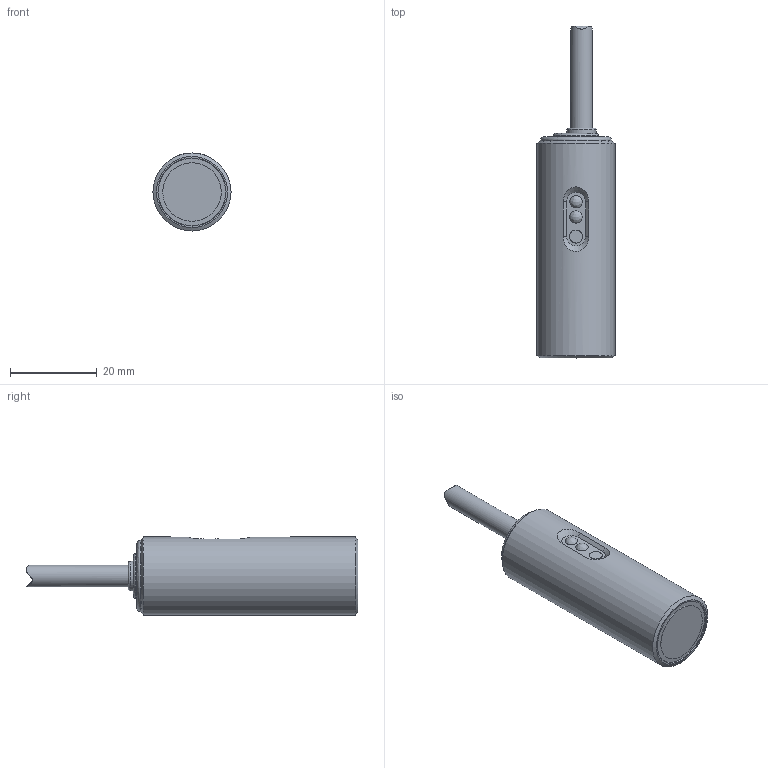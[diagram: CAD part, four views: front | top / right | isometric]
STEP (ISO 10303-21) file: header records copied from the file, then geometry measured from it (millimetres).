
FILE_DESCRIPTION (( 'STEP AP214' ), '1' );
FILE_NAME ('C18E-00-1A.STEP', '2018-04-18T14:54:48', ( '' ), ( '' ), 'SwSTEP 2.0', 'SolidWorks 2017', '' );
FILE_SCHEMA (( 'AUTOMOTIVE_DESIGN' ));
Length unit declared in the file: inch
Products named in the file (1): C18E-00-1A
Bounding box: 18 x 76.6 x 18 mm (x, y, z)
Volume: 17015.6 mm3; surface area: 5356.6 mm2
Topology: 3 solids, 3 shells, 30 faces, 58 edges, 42 vertices
Faces by surface type: plane 12, bspline 7, cone 6, cylinder 5
Full cylindrical faces by diameter (mm): 5 x1, 6.8 x1, 10.5 x1, 16.4 x1, 18 x1
Entity records: 2505 total; most frequent: CARTESIAN_POINT 1945, DIRECTION 86, ORIENTED_EDGE 84, EDGE_LOOP 49, EDGE_CURVE 42, AXIS2_PLACEMENT_3D 39, FACE_OUTER_BOUND 38, VERTEX_POINT 37
